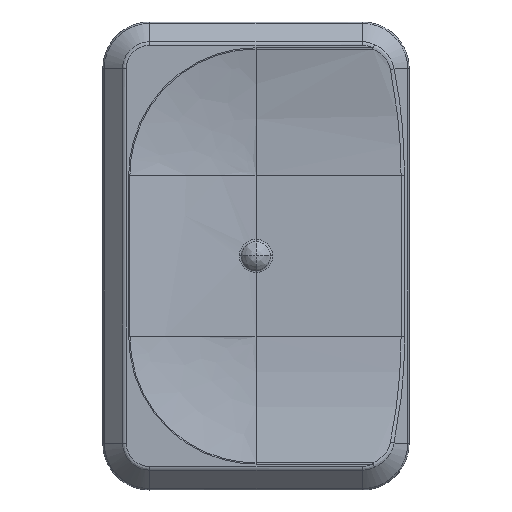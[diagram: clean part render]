
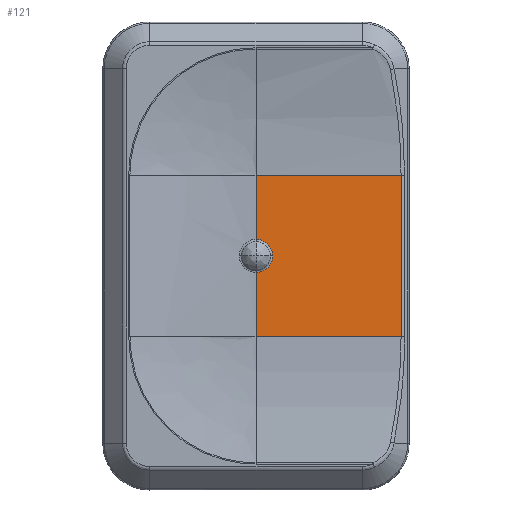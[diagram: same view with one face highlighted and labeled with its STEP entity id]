
A CAD part, top view. The second image highlights one B-rep face of the part: STEP entity #121.
In plain terms, the highlighted planar face has unit normal (0, 0, 1).
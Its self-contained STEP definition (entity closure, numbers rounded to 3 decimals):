
#121=ADVANCED_FACE('',(#227),#1467,.T.);
#227=FACE_OUTER_BOUND('',#336,.T.);
#336=EDGE_LOOP('',(#802,#803,#804,#805,#806,#807,#808));
#802=ORIENTED_EDGE('',*,*,#1038,.T.);
#803=ORIENTED_EDGE('',*,*,#1039,.T.);
#804=ORIENTED_EDGE('',*,*,#1052,.T.);
#805=ORIENTED_EDGE('',*,*,#1045,.T.);
#806=ORIENTED_EDGE('',*,*,#1036,.T.);
#807=ORIENTED_EDGE('',*,*,#1037,.T.);
#808=ORIENTED_EDGE('',*,*,#824,.F.);
#824=EDGE_CURVE('',#1302,#1304,#1184,.T.);
#1036=EDGE_CURVE('',#1435,#1413,#1290,.T.);
#1037=EDGE_CURVE('',#1413,#1304,#1291,.T.);
#1038=EDGE_CURVE('',#1302,#1418,#1292,.T.);
#1039=EDGE_CURVE('',#1418,#1436,#1293,.T.);
#1045=EDGE_CURVE('',#1434,#1435,#1167,.T.);
#1052=EDGE_CURVE('',#1436,#1434,#1174,.T.);
#1167=B_SPLINE_CURVE_WITH_KNOTS('',3,(#3405,#3406,#3407,#3408,#3409,#3410,
#3411,#3412,#3413,#3414),.UNSPECIFIED.,.F.,.F.,(4,2,2,2,4),(-1.43,
-1.073,-0.715,-0.358,0.),
 .UNSPECIFIED.);
#1174=B_SPLINE_CURVE_WITH_KNOTS('',3,(#3467,#3468,#3469,#3470,#3471,#3472,
#3473,#3474,#3475,#3476),.UNSPECIFIED.,.F.,.F.,(4,2,2,2,4),(-1.543,
-1.158,-0.772,-0.386,0.),
 .UNSPECIFIED.);
#1184=(
BOUNDED_CURVE()
B_SPLINE_CURVE(1,(#2700,#2701),.UNSPECIFIED.,.F.,.F.)
B_SPLINE_CURVE_WITH_KNOTS((2,2),(-9.5,0.),
 .UNSPECIFIED.)
CURVE()
GEOMETRIC_REPRESENTATION_ITEM()
RATIONAL_B_SPLINE_CURVE((1.,1.))
REPRESENTATION_ITEM('')
);
#1290=(
BOUNDED_CURVE()
B_SPLINE_CURVE(1,(#3381,#3382),.UNSPECIFIED.,.F.,.F.)
B_SPLINE_CURVE_WITH_KNOTS((2,2),(0.,3.774),.UNSPECIFIED.)
CURVE()
GEOMETRIC_REPRESENTATION_ITEM()
RATIONAL_B_SPLINE_CURVE((1.,1.))
REPRESENTATION_ITEM('')
);
#1291=(
BOUNDED_CURVE()
B_SPLINE_CURVE(1,(#3383,#3384),.UNSPECIFIED.,.F.,.F.)
B_SPLINE_CURVE_WITH_KNOTS((2,2),(0.,8.526),.UNSPECIFIED.)
CURVE()
GEOMETRIC_REPRESENTATION_ITEM()
RATIONAL_B_SPLINE_CURVE((1.,1.))
REPRESENTATION_ITEM('')
);
#1292=(
BOUNDED_CURVE()
B_SPLINE_CURVE(1,(#3385,#3386),.UNSPECIFIED.,.F.,.F.)
B_SPLINE_CURVE_WITH_KNOTS((2,2),(0.124,8.65),
 .UNSPECIFIED.)
CURVE()
GEOMETRIC_REPRESENTATION_ITEM()
RATIONAL_B_SPLINE_CURVE((1.,1.))
REPRESENTATION_ITEM('')
);
#1293=(
BOUNDED_CURVE()
B_SPLINE_CURVE(1,(#3387,#3388),.UNSPECIFIED.,.F.,.F.)
B_SPLINE_CURVE_WITH_KNOTS((2,2),(0.,3.774),.UNSPECIFIED.)
CURVE()
GEOMETRIC_REPRESENTATION_ITEM()
RATIONAL_B_SPLINE_CURVE((1.,1.))
REPRESENTATION_ITEM('')
);
#1302=VERTEX_POINT('',#2542);
#1304=VERTEX_POINT('',#2544);
#1413=VERTEX_POINT('',#2653);
#1418=VERTEX_POINT('',#2658);
#1434=VERTEX_POINT('',#2674);
#1435=VERTEX_POINT('',#2675);
#1436=VERTEX_POINT('',#2676);
#1467=PLANE('',#1618);
#1618=AXIS2_PLACEMENT_3D('',#2526,#1676,$);
#1676=DIRECTION('',(0.,0.,1.));
#2526=CARTESIAN_POINT('',(99.767,45.815,8.338));
#2542=CARTESIAN_POINT('',(98.765,44.853,8.338));
#2544=CARTESIAN_POINT('',(98.765,35.353,8.338));
#2653=CARTESIAN_POINT('',(90.24,35.353,8.338));
#2658=CARTESIAN_POINT('',(90.24,44.853,8.338));
#2674=CARTESIAN_POINT('',(91.216,40.103,8.338));
#2675=CARTESIAN_POINT('',(90.24,39.126,8.338));
#2676=CARTESIAN_POINT('',(90.24,41.079,8.338));
#2700=CARTESIAN_POINT('',(98.765,44.853,8.338));
#2701=CARTESIAN_POINT('',(98.765,35.353,8.338));
#3381=CARTESIAN_POINT('',(90.24,39.126,8.338));
#3382=CARTESIAN_POINT('',(90.24,35.353,8.338));
#3383=CARTESIAN_POINT('',(90.24,35.353,8.338));
#3384=CARTESIAN_POINT('',(98.765,35.353,8.338));
#3385=CARTESIAN_POINT('',(98.765,44.853,8.338));
#3386=CARTESIAN_POINT('',(90.24,44.853,8.338));
#3387=CARTESIAN_POINT('',(90.24,44.853,8.338));
#3388=CARTESIAN_POINT('',(90.24,41.079,8.338));
#3405=CARTESIAN_POINT('',(91.216,40.103,8.338));
#3406=CARTESIAN_POINT('',(91.216,39.975,8.338));
#3407=CARTESIAN_POINT('',(91.191,39.847,8.338));
#3408=CARTESIAN_POINT('',(91.093,39.611,8.338));
#3409=CARTESIAN_POINT('',(91.02,39.503,8.338));
#3410=CARTESIAN_POINT('',(90.84,39.322,8.338));
#3411=CARTESIAN_POINT('',(90.731,39.249,8.338));
#3412=CARTESIAN_POINT('',(90.495,39.152,8.338));
#3413=CARTESIAN_POINT('',(90.368,39.126,8.338));
#3414=CARTESIAN_POINT('',(90.24,39.126,8.338));
#3467=CARTESIAN_POINT('',(90.24,41.079,8.338));
#3468=CARTESIAN_POINT('',(90.367,41.079,8.338));
#3469=CARTESIAN_POINT('',(90.495,41.053,8.338));
#3470=CARTESIAN_POINT('',(90.731,40.956,8.338));
#3471=CARTESIAN_POINT('',(90.84,40.883,8.338));
#3472=CARTESIAN_POINT('',(91.02,40.703,8.338));
#3473=CARTESIAN_POINT('',(91.093,40.594,8.338));
#3474=CARTESIAN_POINT('',(91.191,40.358,8.338));
#3475=CARTESIAN_POINT('',(91.216,40.23,8.338));
#3476=CARTESIAN_POINT('',(91.216,40.103,8.338));
